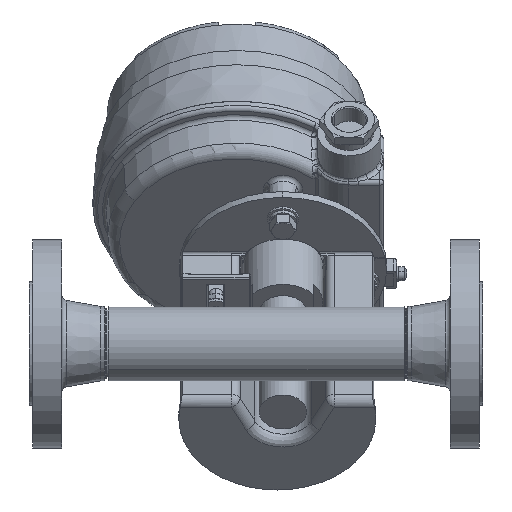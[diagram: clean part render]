
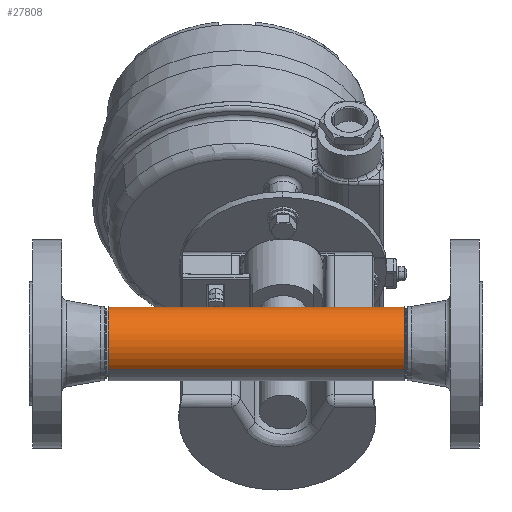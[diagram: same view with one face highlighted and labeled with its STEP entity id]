
A CAD part, left-side view. The second image highlights one B-rep face of the part: STEP entity #27808.
In plain terms, the highlighted cylindrical face has radius 20.5 mm (diameter 41 mm), a partial arc.
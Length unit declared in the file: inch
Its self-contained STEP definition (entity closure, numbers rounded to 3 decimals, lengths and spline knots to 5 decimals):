
#1111 = VECTOR ( 'NONE', #23186, 39.37008 ) ;
#1430 = CARTESIAN_POINT ( 'NONE',  ( 0.46481, 0.97253, 0.61104 ) ) ;
#1682 = CARTESIAN_POINT ( 'NONE',  ( 0.43111, 0.92925, 0.63855 ) ) ;
#2140 = CARTESIAN_POINT ( 'NONE',  ( 0.50267, 0.75193, 0.57622 ) ) ;
#2661 = CARTESIAN_POINT ( 'NONE',  ( 0.5082, 0.75193, 0.5707 ) ) ;
#2911 = CARTESIAN_POINT ( 'NONE',  ( 0.44181, 0.79199, 0.63015 ) ) ;
#3136 = DIRECTION ( 'NONE',  ( 0.707, 0., 0.707 ) ) ;
#3308 = LINE ( 'NONE', #7969, #16829 ) ;
#4522 = CARTESIAN_POINT ( 'NONE',  ( 0.48064, 0.9821, 0.59703 ) ) ;
#6031 = CARTESIAN_POINT ( 'NONE',  ( 0.46476, 0.76758, 0.61108 ) ) ;
#6291 = CARTESIAN_POINT ( 'NONE',  ( 0.43109, 0.81089, 0.63857 ) ) ;
#6787 = FACE_OUTER_BOUND ( 'NONE', #50917, .T. ) ;
#7544 = ORIENTED_EDGE ( 'NONE', *, *, #19363, .F. ) ;
#7969 = CARTESIAN_POINT ( 'NONE',  ( 0.5082, -3.30122, 0.5707 ) ) ;
#8406 = CARTESIAN_POINT ( 'NONE',  ( 0.5082, 3.20075, 0.5707 ) ) ;
#8430 = CARTESIAN_POINT ( 'NONE',  ( 0.49724, 0.9874, 0.5815 ) ) ;
#9205 = CARTESIAN_POINT ( 'NONE',  ( 0.5082, 0.98815, 0.5707 ) ) ;
#9341 = CARTESIAN_POINT ( 'NONE',  ( -0.6332, -3.21657, -0.5707 ) ) ;
#10506 = CARTESIAN_POINT ( 'NONE',  ( 0.45035, 0.95903, 0.62322 ) ) ;
#10618 = EDGE_CURVE ( 'NONE', #15067, #11334, #37376, .T. ) ;
#10672 = ORIENTED_EDGE ( 'NONE', *, *, #29735, .T. ) ;
#10720 = CARTESIAN_POINT ( 'NONE',  ( 0.41854, 0.86224, 0.64807 ) ) ;
#11334 = VERTEX_POINT ( 'NONE', #17276 ) ;
#13622 = CARTESIAN_POINT ( 'NONE',  ( 0.41854, 0.87785, 0.64807 ) ) ;
#14143 = CARTESIAN_POINT ( 'NONE',  ( 0.41916, 0.88555, 0.64761 ) ) ;
#14350 = CARTESIAN_POINT ( 'NONE',  ( 0.45489, 0.77623, 0.61947 ) ) ;
#15067 = VERTEX_POINT ( 'NONE', #49265 ) ;
#16829 = VECTOR ( 'NONE', #20415, 39.37008 ) ;
#17276 = CARTESIAN_POINT ( 'NONE',  ( 0.5082, 0.75193, 0.5707 ) ) ;
#17985 = CARTESIAN_POINT ( 'NONE',  ( 0.46994, 0.76393, 0.60659 ) ) ;
#18717 = CARTESIAN_POINT ( 'NONE',  ( -0.0625, -3.30122, 0. ) ) ;
#18981 = ORIENTED_EDGE ( 'NONE', *, *, #47514, .F. ) ;
#19249 = AXIS2_PLACEMENT_3D ( 'NONE', #18717, #51064, #3136 ) ;
#19363 = EDGE_CURVE ( 'NONE', #36998, #25162, #47013, .T. ) ;
#19842 = LINE ( 'NONE', #31480, #1111 ) ;
#20415 = DIRECTION ( 'NONE',  ( 0., 1., 0. ) ) ;
#22098 = CARTESIAN_POINT ( 'NONE',  ( 0.41854, 0.87004, 0.64807 ) ) ;
#22843 = CARTESIAN_POINT ( 'NONE',  ( 0.42159, 0.83946, 0.64579 ) ) ;
#23186 = DIRECTION ( 'NONE',  ( 0., 1., 0. ) ) ;
#25162 = VERTEX_POINT ( 'NONE', #27016 ) ;
#26035 = CARTESIAN_POINT ( 'NONE',  ( 0.42343, 0.90815, 0.64441 ) ) ;
#26530 = CARTESIAN_POINT ( 'NONE',  ( -0.0625, -3.21657, 0. ) ) ;
#27000 = CARTESIAN_POINT ( 'NONE',  ( 0.43789, 0.79805, 0.63326 ) ) ;
#27016 = CARTESIAN_POINT ( 'NONE',  ( -0.6332, 3.20075, -0.5707 ) ) ;
#27212 = ORIENTED_EDGE ( 'NONE', *, *, #33051, .T. ) ;
#27228 = CYLINDRICAL_SURFACE ( 'NONE', #19249, 0.80709 ) ;
#27674 = ORIENTED_EDGE ( 'NONE', *, *, #32603, .T. ) ;
#27808 = ADVANCED_FACE ( 'NONE', ( #6787 ), #27228, .T. ) ;
#27829 = CARTESIAN_POINT ( 'NONE',  ( -0.0625, 3.20075, 0. ) ) ;
#28372 = CARTESIAN_POINT ( 'NONE',  ( 0.47002, 0.97621, 0.60652 ) ) ;
#28438 = CARTESIAN_POINT ( 'NONE',  ( 0.5082, 0.98815, 0.5707 ) ) ;
#28666 = AXIS2_PLACEMENT_3D ( 'NONE', #27829, #32228, #48033 ) ;
#29415 = CARTESIAN_POINT ( 'NONE',  ( 0.41854, 0.87004, 0.64807 ) ) ;
#29735 = EDGE_CURVE ( 'NONE', #36998, #50789, #48138, .T. ) ;
#30136 = CARTESIAN_POINT ( 'NONE',  ( 0.48604, 0.75575, 0.59207 ) ) ;
#30706 = CARTESIAN_POINT ( 'NONE',  ( -0.6332, -3.30122, -0.5707 ) ) ;
#31180 = DIRECTION ( 'NONE',  ( 0.707, 0., 0.707 ) ) ;
#31427 = DIRECTION ( 'NONE',  ( 0., 1., 0. ) ) ;
#31480 = CARTESIAN_POINT ( 'NONE',  ( 0.5082, -3.30122, 0.5707 ) ) ;
#31760 = ORIENTED_EDGE ( 'NONE', *, *, #10618, .F. ) ;
#32011 = CARTESIAN_POINT ( 'NONE',  ( 0.50274, 0.98815, 0.57615 ) ) ;
#32093 = VECTOR ( 'NONE', #42614, 39.37008 ) ;
#32228 = DIRECTION ( 'NONE',  ( 0., -1., 0. ) ) ;
#32411 = AXIS2_PLACEMENT_3D ( 'NONE', #26530, #31427, #31180 ) ;
#32603 = EDGE_CURVE ( 'NONE', #36134, #41882, #3308, .T. ) ;
#33051 = EDGE_CURVE ( 'NONE', #50789, #11334, #19842, .T. ) ;
#33300 = CARTESIAN_POINT ( 'NONE',  ( 0.4216, 0.90066, 0.64579 ) ) ;
#33818 = CARTESIAN_POINT ( 'NONE',  ( 0.44185, 0.94814, 0.63012 ) ) ;
#36134 = VERTEX_POINT ( 'NONE', #28438 ) ;
#36928 = CARTESIAN_POINT ( 'NONE',  ( 0.48613, 0.98437, 0.59199 ) ) ;
#36998 = VERTEX_POINT ( 'NONE', #9341 ) ;
#37376 = B_SPLINE_CURVE_WITH_KNOTS ( 'NONE', 3,
 ( #22098, #10720, #38162, #22843, #50576, #37660, #6291, #27000, #2911, #42048, #14350, #6031, #17985, #41786, #30136, #45941, #2140, #2661 ),
 .UNSPECIFIED., .F., .F.,
 ( 4, 2, 2, 2, 2, 2, 2, 2, 4 ),
 ( 0.01409, 0.01468, 0.01526, 0.01585, 0.01644, 0.01702, 0.01761, 0.0182, 0.01878 ),
 .UNSPECIFIED. ) ;
#37660 = CARTESIAN_POINT ( 'NONE',  ( 0.42819, 0.81766, 0.6408 ) ) ;
#37706 = CARTESIAN_POINT ( 'NONE',  ( 0.42821, 0.92247, 0.64078 ) ) ;
#38162 = CARTESIAN_POINT ( 'NONE',  ( 0.41916, 0.85456, 0.64761 ) ) ;
#39897 = CARTESIAN_POINT ( 'NONE',  ( 0.5082, -3.21657, 0.5707 ) ) ;
#41786 = CARTESIAN_POINT ( 'NONE',  ( 0.48054, 0.75803, 0.59711 ) ) ;
#41882 = VERTEX_POINT ( 'NONE', #8406 ) ;
#42048 = CARTESIAN_POINT ( 'NONE',  ( 0.4503, 0.78112, 0.62326 ) ) ;
#42614 = DIRECTION ( 'NONE',  ( 0., 1., 0. ) ) ;
#44184 = CARTESIAN_POINT ( 'NONE',  ( 0.45495, 0.96391, 0.61942 ) ) ;
#45308 = EDGE_CURVE ( 'NONE', #41882, #25162, #50205, .T. ) ;
#45719 = ORIENTED_EDGE ( 'NONE', *, *, #45308, .T. ) ;
#45941 = CARTESIAN_POINT ( 'NONE',  ( 0.49714, 0.7527, 0.5816 ) ) ;
#46500 = B_SPLINE_CURVE_WITH_KNOTS ( 'NONE', 3,
 ( #9205, #32011, #8430, #36928, #4522, #28372, #1430, #44184, #10506, #33818, #49108, #1682, #37706, #26035, #33300, #14143, #13622, #29415 ),
 .UNSPECIFIED., .F., .F.,
 ( 4, 2, 2, 2, 2, 2, 2, 2, 4 ),
 ( 0.00939, 0.00998, 0.01057, 0.01115, 0.01174, 0.01233, 0.01291, 0.0135, 0.01409 ),
 .UNSPECIFIED. ) ;
#47013 = LINE ( 'NONE', #30706, #32093 ) ;
#47514 = EDGE_CURVE ( 'NONE', #36134, #15067, #46500, .T. ) ;
#48033 = DIRECTION ( 'NONE',  ( -0.707, 0., -0.707 ) ) ;
#48138 = CIRCLE ( 'NONE', #32411, 0.80709 ) ;
#49108 = CARTESIAN_POINT ( 'NONE',  ( 0.43791, 0.94207, 0.63324 ) ) ;
#49265 = CARTESIAN_POINT ( 'NONE',  ( 0.41854, 0.87004, 0.64807 ) ) ;
#50205 = CIRCLE ( 'NONE', #28666, 0.80709 ) ;
#50576 = CARTESIAN_POINT ( 'NONE',  ( 0.42343, 0.83195, 0.64441 ) ) ;
#50789 = VERTEX_POINT ( 'NONE', #39897 ) ;
#50917 = EDGE_LOOP ( 'NONE', ( #7544, #10672, #27212, #31760, #18981, #27674, #45719 ) ) ;
#51064 = DIRECTION ( 'NONE',  ( 0., 1., 0. ) ) ;
